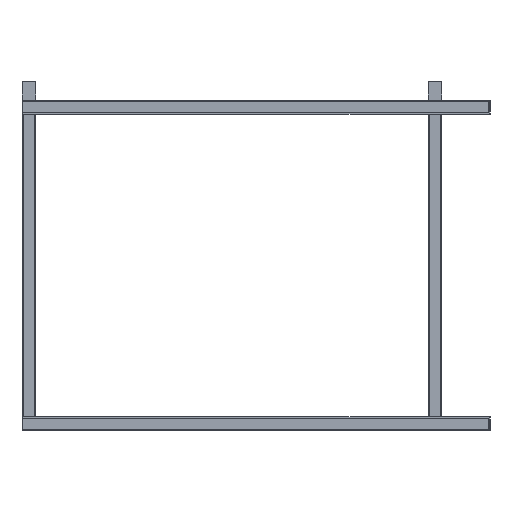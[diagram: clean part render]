
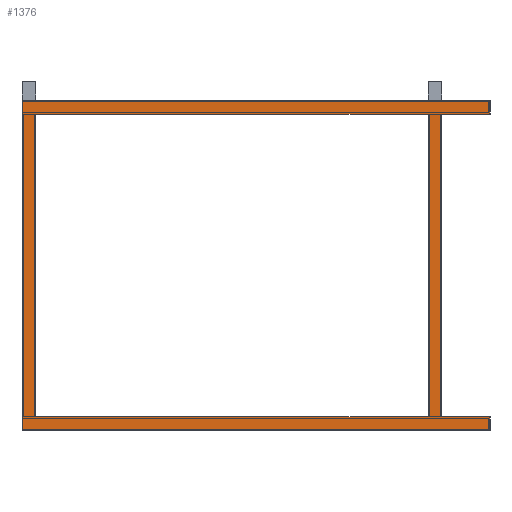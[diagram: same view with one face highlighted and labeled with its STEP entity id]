
A CAD part, left-side view. The second image highlights one B-rep face of the part: STEP entity #1376.
In plain terms, the highlighted free-form (B-spline) face has degree [1, 1] with [2, 2] control points.
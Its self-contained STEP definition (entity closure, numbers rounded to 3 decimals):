
#480 = VERTEX_POINT('',#481);
#481 = CARTESIAN_POINT('',(-880.204,1236.031,
    -412.01));
#486 = EDGE_CURVE('',#487,#480,#489,.T.);
#487 = VERTEX_POINT('',#488);
#488 = CARTESIAN_POINT('',(-880.204,1236.031,
    412.01));
#489 = B_SPLINE_CURVE_WITH_KNOTS('',1,(#490,#491),.UNSPECIFIED.,.F.,.F.,
  (2,2),(35.921,594.721),.PIECEWISE_BEZIER_KNOTS.);
#490 = CARTESIAN_POINT('',(-880.204,1236.031,
    412.01));
#491 = CARTESIAN_POINT('',(-880.204,1236.031,
    -412.01));
#1034 = VERTEX_POINT('',#1035);
#1035 = CARTESIAN_POINT('',(-880.204,1273.486,
    -449.466));
#1040 = EDGE_CURVE('',#1041,#1034,#1043,.T.);
#1041 = VERTEX_POINT('',#1042);
#1042 = CARTESIAN_POINT('',(-880.204,1273.486,
    449.466));
#1043 = B_SPLINE_CURVE_WITH_KNOTS('',1,(#1044,#1045),.UNSPECIFIED.,.F.,
  .F.,(2,2),(-304.8,304.8),.PIECEWISE_BEZIER_KNOTS.);
#1044 = CARTESIAN_POINT('',(-880.204,1273.486,
    449.466));
#1045 = CARTESIAN_POINT('',(-880.204,1273.486,
    -449.466));
#1376 = ADVANCED_FACE('',(#1377,#1399),#1449,.T.);
#1377 = FACE_BOUND('',#1378,.T.);
#1378 = EDGE_LOOP('',(#1379,#1386,#1393,#1398));
#1379 = ORIENTED_EDGE('',*,*,#1380,.T.);
#1380 = EDGE_CURVE('',#487,#1381,#1383,.T.);
#1381 = VERTEX_POINT('',#1382);
#1382 = CARTESIAN_POINT('',(-880.204,168.55,
    412.01));
#1383 = B_SPLINE_CURVE_WITH_KNOTS('',1,(#1384,#1385),.UNSPECIFIED.,.F.,
  .F.,(2,2),(25.4,749.3),.PIECEWISE_BEZIER_KNOTS.);
#1384 = CARTESIAN_POINT('',(-880.204,1236.031,
    412.01));
#1385 = CARTESIAN_POINT('',(-880.204,168.55,
    412.01));
#1386 = ORIENTED_EDGE('',*,*,#1387,.F.);
#1387 = EDGE_CURVE('',#1388,#1381,#1390,.T.);
#1388 = VERTEX_POINT('',#1389);
#1389 = CARTESIAN_POINT('',(-880.204,168.55,
    -412.01));
#1390 = B_SPLINE_CURVE_WITH_KNOTS('',1,(#1391,#1392),.UNSPECIFIED.,.F.,
  .F.,(2,2),(35.921,594.721),.PIECEWISE_BEZIER_KNOTS.);
#1391 = CARTESIAN_POINT('',(-880.204,168.55,
    -412.01));
#1392 = CARTESIAN_POINT('',(-880.204,168.55,
    412.01));
#1393 = ORIENTED_EDGE('',*,*,#1394,.F.);
#1394 = EDGE_CURVE('',#480,#1388,#1395,.T.);
#1395 = B_SPLINE_CURVE_WITH_KNOTS('',1,(#1396,#1397),.UNSPECIFIED.,.F.,
  .F.,(2,2),(25.4,749.3),.PIECEWISE_BEZIER_KNOTS.);
#1396 = CARTESIAN_POINT('',(-880.204,1236.031,
    -412.01));
#1397 = CARTESIAN_POINT('',(-880.204,168.55,
    -412.01));
#1398 = ORIENTED_EDGE('',*,*,#486,.F.);
#1399 = FACE_BOUND('',#1400,.T.);
#1400 = EDGE_LOOP('',(#1401,#1402,#1409,#1416,#1423,#1430,#1437,#1444));
#1401 = ORIENTED_EDGE('',*,*,#1040,.T.);
#1402 = ORIENTED_EDGE('',*,*,#1403,.T.);
#1403 = EDGE_CURVE('',#1034,#1404,#1406,.T.);
#1404 = VERTEX_POINT('',#1405);
#1405 = CARTESIAN_POINT('',(-880.204,0.,-449.466));
#1406 = B_SPLINE_CURVE_WITH_KNOTS('',1,(#1407,#1408),.UNSPECIFIED.,.F.,
  .F.,(2,2),(-0.,863.6),.PIECEWISE_BEZIER_KNOTS.);
#1407 = CARTESIAN_POINT('',(-880.204,1273.486,
    -449.466));
#1408 = CARTESIAN_POINT('',(-880.204,0.,-449.466));
#1409 = ORIENTED_EDGE('',*,*,#1410,.T.);
#1410 = EDGE_CURVE('',#1404,#1411,#1413,.T.);
#1411 = VERTEX_POINT('',#1412);
#1412 = CARTESIAN_POINT('',(-880.204,0.,-412.01));
#1413 = B_SPLINE_CURVE_WITH_KNOTS('',1,(#1414,#1415),.UNSPECIFIED.,.F.,
  .F.,(2,2),(-304.8,-279.4),.PIECEWISE_BEZIER_KNOTS.);
#1414 = CARTESIAN_POINT('',(-880.204,0.,-449.466));
#1415 = CARTESIAN_POINT('',(-880.204,0.,-412.01));
#1416 = ORIENTED_EDGE('',*,*,#1417,.F.);
#1417 = EDGE_CURVE('',#1418,#1411,#1420,.T.);
#1418 = VERTEX_POINT('',#1419);
#1419 = CARTESIAN_POINT('',(-880.204,131.094,
    -412.01));
#1420 = B_SPLINE_CURVE_WITH_KNOTS('',1,(#1421,#1422),.UNSPECIFIED.,.F.,
  .F.,(2,2),(774.7,863.6),.PIECEWISE_BEZIER_KNOTS.);
#1421 = CARTESIAN_POINT('',(-880.204,131.094,
    -412.01));
#1422 = CARTESIAN_POINT('',(-880.204,0.,-412.01));
#1423 = ORIENTED_EDGE('',*,*,#1424,.T.);
#1424 = EDGE_CURVE('',#1418,#1425,#1427,.T.);
#1425 = VERTEX_POINT('',#1426);
#1426 = CARTESIAN_POINT('',(-880.204,131.094,
    412.01));
#1427 = B_SPLINE_CURVE_WITH_KNOTS('',1,(#1428,#1429),.UNSPECIFIED.,.F.,
  .F.,(2,2),(35.921,594.721),.PIECEWISE_BEZIER_KNOTS.);
#1428 = CARTESIAN_POINT('',(-880.204,131.094,
    -412.01));
#1429 = CARTESIAN_POINT('',(-880.204,131.094,
    412.01));
#1430 = ORIENTED_EDGE('',*,*,#1431,.T.);
#1431 = EDGE_CURVE('',#1425,#1432,#1434,.T.);
#1432 = VERTEX_POINT('',#1433);
#1433 = CARTESIAN_POINT('',(-880.204,0.,412.01));
#1434 = B_SPLINE_CURVE_WITH_KNOTS('',1,(#1435,#1436),.UNSPECIFIED.,.F.,
  .F.,(2,2),(774.7,863.6),.PIECEWISE_BEZIER_KNOTS.);
#1435 = CARTESIAN_POINT('',(-880.204,131.094,
    412.01));
#1436 = CARTESIAN_POINT('',(-880.204,0.,412.01));
#1437 = ORIENTED_EDGE('',*,*,#1438,.F.);
#1438 = EDGE_CURVE('',#1439,#1432,#1441,.T.);
#1439 = VERTEX_POINT('',#1440);
#1440 = CARTESIAN_POINT('',(-880.204,0.,449.466));
#1441 = B_SPLINE_CURVE_WITH_KNOTS('',1,(#1442,#1443),.UNSPECIFIED.,.F.,
  .F.,(2,2),(-304.8,-279.4),.PIECEWISE_BEZIER_KNOTS.);
#1442 = CARTESIAN_POINT('',(-880.204,0.,449.466));
#1443 = CARTESIAN_POINT('',(-880.204,0.,412.01));
#1444 = ORIENTED_EDGE('',*,*,#1445,.F.);
#1445 = EDGE_CURVE('',#1041,#1439,#1446,.T.);
#1446 = B_SPLINE_CURVE_WITH_KNOTS('',1,(#1447,#1448),.UNSPECIFIED.,.F.,
  .F.,(2,2),(-0.,863.6),.PIECEWISE_BEZIER_KNOTS.);
#1447 = CARTESIAN_POINT('',(-880.204,1273.486,
    449.466));
#1448 = CARTESIAN_POINT('',(-880.204,0.,449.466));
#1449 = B_SPLINE_SURFACE_WITH_KNOTS('',1,1,(
    (#1450,#1451)
    ,(#1452,#1453
  )),.UNSPECIFIED.,.F.,.F.,.F.,(2,2),(2,2),(-304.8,304.8),(-863.6,0.),
  .PIECEWISE_BEZIER_KNOTS.);
#1450 = CARTESIAN_POINT('',(-880.204,0.,-449.466));
#1451 = CARTESIAN_POINT('',(-880.204,1273.486,
    -449.466));
#1452 = CARTESIAN_POINT('',(-880.204,0.,449.466));
#1453 = CARTESIAN_POINT('',(-880.204,1273.486,
    449.466));
